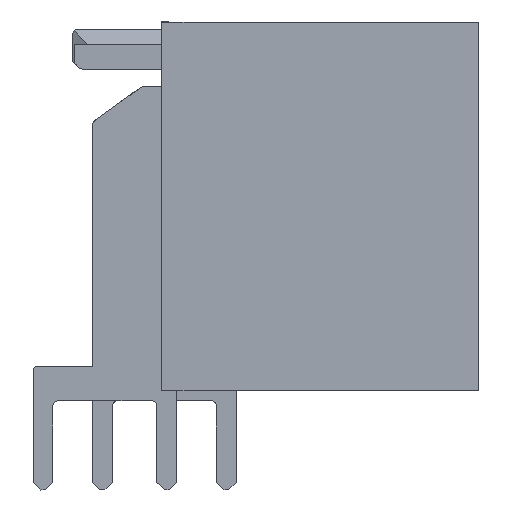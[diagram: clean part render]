
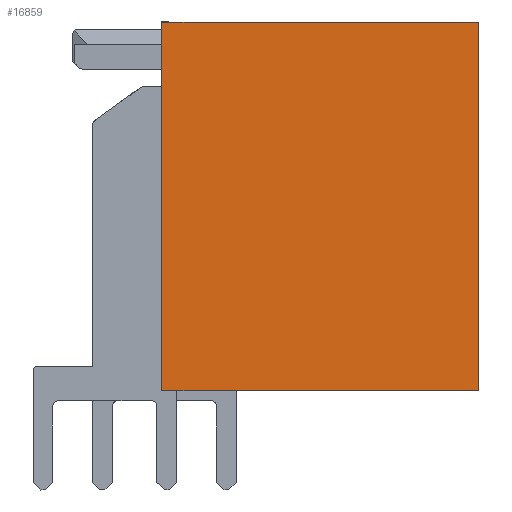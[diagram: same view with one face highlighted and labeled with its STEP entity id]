
A CAD part, left-side view. The second image highlights one B-rep face of the part: STEP entity #16859.
In plain terms, the highlighted face is planar.
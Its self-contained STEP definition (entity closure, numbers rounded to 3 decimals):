
#1950=ORIENTED_EDGE('',*,*,#4897,.F.);
#1951=ORIENTED_EDGE('',*,*,#5010,.F.);
#1952=ORIENTED_EDGE('',*,*,#4906,.F.);
#1953=ORIENTED_EDGE('',*,*,#4889,.F.);
#4889=EDGE_CURVE('',#6471,#6472,#7878,.T.);
#4897=EDGE_CURVE('',#6477,#6471,#7886,.T.);
#4906=EDGE_CURVE('',#6472,#6482,#7895,.T.);
#5010=EDGE_CURVE('',#6482,#6477,#7999,.T.);
#6471=VERTEX_POINT('',#23132);
#6472=VERTEX_POINT('',#23134);
#6477=VERTEX_POINT('',#23148);
#6482=VERTEX_POINT('',#23169);
#7878=LINE('',#23133,#9602);
#7886=LINE('',#23149,#9610);
#7895=LINE('',#23168,#9619);
#7999=LINE('',#23352,#9723);
#9602=VECTOR('',#19515,1000.);
#9610=VECTOR('',#19527,1000.);
#9619=VECTOR('',#19548,1000.);
#9723=VECTOR('',#19754,1000.);
#10699=EDGE_LOOP('',(#1950,#1951,#1952,#1953));
#11348=FACE_BOUND('',#10699,.T.);
#11972=PLANE('',#17523);
#16859=ADVANCED_FACE('',(#11348),#11972,.F.);
#17523=AXIS2_PLACEMENT_3D('',#23351,#19752,#19753);
#19515=DIRECTION('',(0.,0.,1.));
#19527=DIRECTION('',(-1.,0.,0.));
#19548=DIRECTION('',(1.,0.,0.));
#19752=DIRECTION('',(0.,1.,0.));
#19753=DIRECTION('',(1.,0.,0.));
#19754=DIRECTION('',(0.,0.,-1.));
#23132=CARTESIAN_POINT('',(-4.604,0.,-9.247));
#23133=CARTESIAN_POINT('',(-4.604,0.,-9.247));
#23134=CARTESIAN_POINT('',(-4.604,0.001,5.653));
#23148=CARTESIAN_POINT('',(8.196,-0.002,-9.247));
#23149=CARTESIAN_POINT('',(8.196,-0.002,-9.247));
#23168=CARTESIAN_POINT('',(-4.604,0.001,5.653));
#23169=CARTESIAN_POINT('',(8.196,0.,5.653));
#23351=CARTESIAN_POINT('',(1.796,0.,-1.797));
#23352=CARTESIAN_POINT('',(8.196,0.,5.653));
